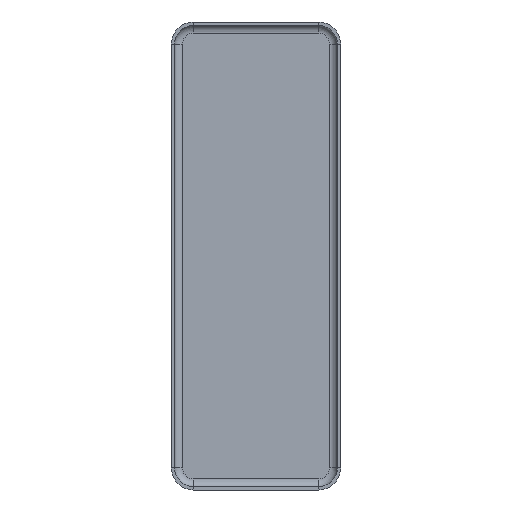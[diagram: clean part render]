
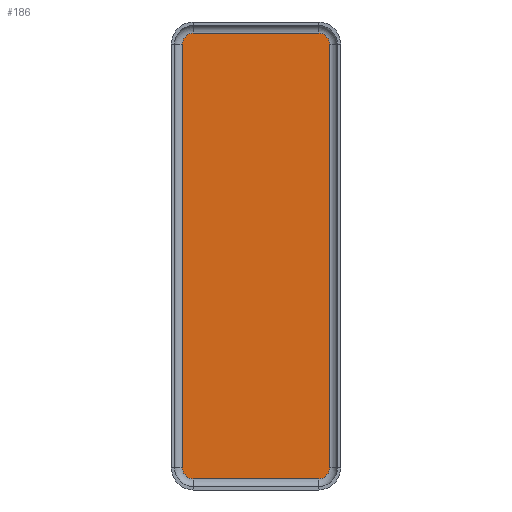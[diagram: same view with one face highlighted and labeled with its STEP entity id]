
A CAD part, front view. The second image highlights one B-rep face of the part: STEP entity #186.
In plain terms, the highlighted planar face has unit normal (0, -1, 0).
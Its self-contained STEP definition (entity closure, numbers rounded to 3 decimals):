
#10 = ORIENTED_EDGE ( 'NONE', *, *, #264, .F. ) ;
#18 = EDGE_CURVE ( 'NONE', #489, #1063, #149, .T. ) ;
#30 = DIRECTION ( 'NONE',  ( 0., 0., 1. ) ) ;
#39 = EDGE_CURVE ( 'NONE', #1134, #684, #923, .T. ) ;
#46 = VERTEX_POINT ( 'NONE', #177 ) ;
#50 = AXIS2_PLACEMENT_3D ( 'NONE', #301, #124, #30 ) ;
#73 = DIRECTION ( 'NONE',  ( 0., 0., 1. ) ) ;
#115 = AXIS2_PLACEMENT_3D ( 'NONE', #904, #278, #545 ) ;
#124 = DIRECTION ( 'NONE',  ( 0., 1., 0. ) ) ;
#146 = ORIENTED_EDGE ( 'NONE', *, *, #39, .F. ) ;
#149 = CIRCLE ( 'NONE', #115, 1. ) ;
#150 = CIRCLE ( 'NONE', #1016, 1. ) ;
#166 = CARTESIAN_POINT ( 'NONE',  ( 6.65, -0.3, 19.15 ) ) ;
#177 = CARTESIAN_POINT ( 'NONE',  ( 6.65, -0.3, -19.15 ) ) ;
#186 = ADVANCED_FACE ( 'NONE', ( #1165 ), #808, .T. ) ;
#205 = EDGE_CURVE ( 'NONE', #1072, #46, #235, .T. ) ;
#229 = ORIENTED_EDGE ( 'NONE', *, *, #1126, .F. ) ;
#230 = CARTESIAN_POINT ( 'NONE',  ( 5.65, -0.3, 20.15 ) ) ;
#235 = LINE ( 'NONE', #166, #407 ) ;
#247 = VECTOR ( 'NONE', #395, 1000. ) ;
#248 = DIRECTION ( 'NONE',  ( 0., 1., 0. ) ) ;
#250 = CARTESIAN_POINT ( 'NONE',  ( 5.65, -0.3, 19.15 ) ) ;
#252 = LINE ( 'NONE', #779, #558 ) ;
#264 = EDGE_CURVE ( 'NONE', #46, #874, #150, .T. ) ;
#278 = DIRECTION ( 'NONE',  ( 0., 1., 0. ) ) ;
#301 = CARTESIAN_POINT ( 'NONE',  ( -5.65, -0.3, 19.15 ) ) ;
#309 = CIRCLE ( 'NONE', #747, 1. ) ;
#342 = CARTESIAN_POINT ( 'NONE',  ( 5.65, -0.3, -19.15 ) ) ;
#348 = DIRECTION ( 'NONE',  ( 0., 0., -1. ) ) ;
#374 = VERTEX_POINT ( 'NONE', #646 ) ;
#395 = DIRECTION ( 'NONE',  ( -1., 0., 0. ) ) ;
#407 = VECTOR ( 'NONE', #348, 1000. ) ;
#438 = CARTESIAN_POINT ( 'NONE',  ( -5.65, -0.3, 20.15 ) ) ;
#450 = EDGE_CURVE ( 'NONE', #874, #489, #832, .T. ) ;
#468 = CARTESIAN_POINT ( 'NONE',  ( -6.65, -0.3, -19.15 ) ) ;
#473 = ORIENTED_EDGE ( 'NONE', *, *, #18, .F. ) ;
#476 = CARTESIAN_POINT ( 'NONE',  ( -5.65, -0.3, -20.15 ) ) ;
#489 = VERTEX_POINT ( 'NONE', #476 ) ;
#492 = DIRECTION ( 'NONE',  ( 0., 0., 1. ) ) ;
#498 = EDGE_CURVE ( 'NONE', #374, #1134, #944, .T. ) ;
#545 = DIRECTION ( 'NONE',  ( 0., 0., 1. ) ) ;
#558 = VECTOR ( 'NONE', #492, 1000. ) ;
#577 = CARTESIAN_POINT ( 'NONE',  ( 5.65, -0.3, -20.15 ) ) ;
#624 = DIRECTION ( 'NONE',  ( 0., 0., -1. ) ) ;
#646 = CARTESIAN_POINT ( 'NONE',  ( -6.65, -0.3, 19.15 ) ) ;
#666 = DIRECTION ( 'NONE',  ( 0., 0., 1. ) ) ;
#684 = VERTEX_POINT ( 'NONE', #230 ) ;
#747 = AXIS2_PLACEMENT_3D ( 'NONE', #250, #248, #73 ) ;
#758 = CARTESIAN_POINT ( 'NONE',  ( 6.65, -0.3, 19.15 ) ) ;
#774 = ORIENTED_EDGE ( 'NONE', *, *, #1113, .F. ) ;
#779 = CARTESIAN_POINT ( 'NONE',  ( -6.65, -0.3, -19.15 ) ) ;
#789 = VECTOR ( 'NONE', #1085, 1000. ) ;
#808 = PLANE ( 'NONE',  #1143 ) ;
#832 = LINE ( 'NONE', #577, #247 ) ;
#855 = CARTESIAN_POINT ( 'NONE',  ( 5.65, -0.3, -20.15 ) ) ;
#874 = VERTEX_POINT ( 'NONE', #855 ) ;
#895 = CARTESIAN_POINT ( 'NONE',  ( 5.65, -0.3, 19.15 ) ) ;
#904 = CARTESIAN_POINT ( 'NONE',  ( -5.65, -0.3, -19.15 ) ) ;
#923 = LINE ( 'NONE', #438, #789 ) ;
#944 = CIRCLE ( 'NONE', #50, 1. ) ;
#979 = ORIENTED_EDGE ( 'NONE', *, *, #498, .F. ) ;
#1016 = AXIS2_PLACEMENT_3D ( 'NONE', #342, #1031, #666 ) ;
#1023 = ORIENTED_EDGE ( 'NONE', *, *, #450, .F. ) ;
#1031 = DIRECTION ( 'NONE',  ( 0., 1., 0. ) ) ;
#1038 = CARTESIAN_POINT ( 'NONE',  ( -5.65, -0.3, 20.15 ) ) ;
#1051 = EDGE_LOOP ( 'NONE', ( #774, #146, #979, #229, #473, #1023, #10, #1074 ) ) ;
#1063 = VERTEX_POINT ( 'NONE', #468 ) ;
#1072 = VERTEX_POINT ( 'NONE', #758 ) ;
#1074 = ORIENTED_EDGE ( 'NONE', *, *, #205, .F. ) ;
#1085 = DIRECTION ( 'NONE',  ( 1., 0., 0. ) ) ;
#1113 = EDGE_CURVE ( 'NONE', #684, #1072, #309, .T. ) ;
#1126 = EDGE_CURVE ( 'NONE', #1063, #374, #252, .T. ) ;
#1134 = VERTEX_POINT ( 'NONE', #1038 ) ;
#1143 = AXIS2_PLACEMENT_3D ( 'NONE', #895, #1156, #624 ) ;
#1156 = DIRECTION ( 'NONE',  ( 0., -1., 0. ) ) ;
#1165 = FACE_OUTER_BOUND ( 'NONE', #1051, .T. ) ;
